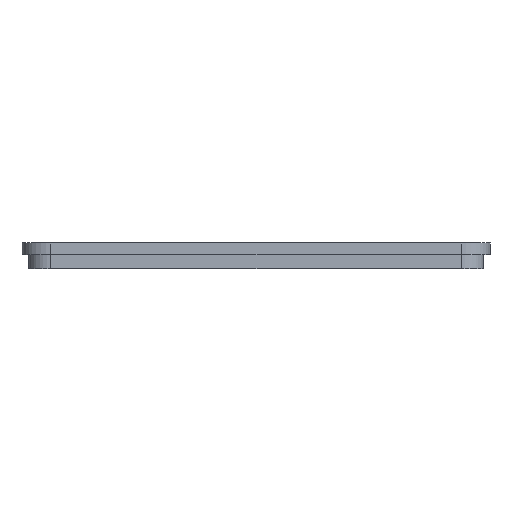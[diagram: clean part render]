
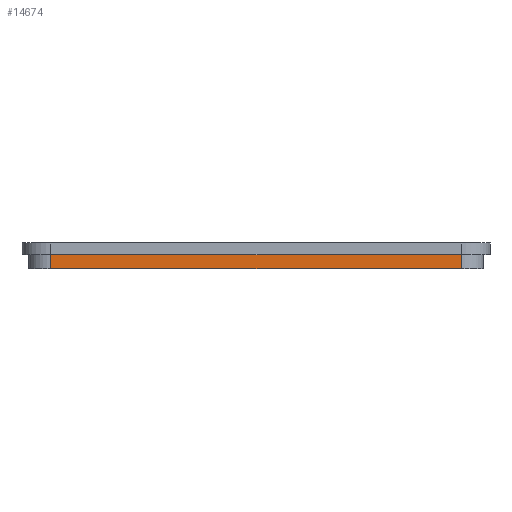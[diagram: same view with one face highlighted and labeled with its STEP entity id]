
A CAD part, left-side view. The second image highlights one B-rep face of the part: STEP entity #14674.
In plain terms, the highlighted planar face has unit normal (-1, 0, 0).
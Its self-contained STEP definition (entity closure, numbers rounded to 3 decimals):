
#1309=PLANE('',#15390);
#1340=FACE_OUTER_BOUND('',#2012,.T.);
#2012=EDGE_LOOP('',(#10067,#10068,#10069,#10070));
#3982=LINE('',#22105,#4674);
#3983=LINE('',#22107,#4675);
#3984=LINE('',#22109,#4676);
#3985=LINE('',#22110,#4677);
#4674=VECTOR('',#17454,10.);
#4675=VECTOR('',#17455,10.);
#4676=VECTOR('',#17456,10.);
#4677=VECTOR('',#17457,10.);
#6689=VERTEX_POINT('',#22103);
#6690=VERTEX_POINT('',#22104);
#6691=VERTEX_POINT('',#22106);
#6692=VERTEX_POINT('',#22108);
#8044=EDGE_CURVE('',#6689,#6690,#3982,.T.);
#8045=EDGE_CURVE('',#6689,#6691,#3983,.T.);
#8046=EDGE_CURVE('',#6692,#6691,#3984,.T.);
#8047=EDGE_CURVE('',#6690,#6692,#3985,.T.);
#10067=ORIENTED_EDGE('',*,*,#8044,.F.);
#10068=ORIENTED_EDGE('',*,*,#8045,.T.);
#10069=ORIENTED_EDGE('',*,*,#8046,.F.);
#10070=ORIENTED_EDGE('',*,*,#8047,.F.);
#14674=ADVANCED_FACE('',(#1340),#1309,.T.);
#15390=AXIS2_PLACEMENT_3D('',#22102,#17452,#17453);
#17452=DIRECTION('center_axis',(-1.,0.,0.));
#17453=DIRECTION('ref_axis',(0.,1.,0.));
#17454=DIRECTION('',(0.,-1.,0.));
#17455=DIRECTION('',(0.,0.,-1.));
#17456=DIRECTION('',(0.,1.,0.));
#17457=DIRECTION('',(0.,0.,-1.));
#22102=CARTESIAN_POINT('Origin',(2.2,10.,0.));
#22103=CARTESIAN_POINT('',(2.2,152.,0.));
#22104=CARTESIAN_POINT('',(2.2,10.,0.));
#22105=CARTESIAN_POINT('',(2.2,45.5,0.));
#22106=CARTESIAN_POINT('',(2.2,152.,-5.));
#22107=CARTESIAN_POINT('',(2.2,152.,0.));
#22108=CARTESIAN_POINT('',(2.2,10.,-5.));
#22109=CARTESIAN_POINT('',(2.2,10.,-5.));
#22110=CARTESIAN_POINT('',(2.2,10.,0.));
